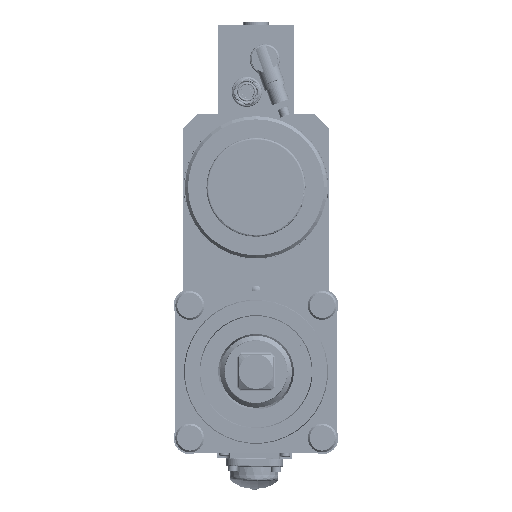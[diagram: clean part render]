
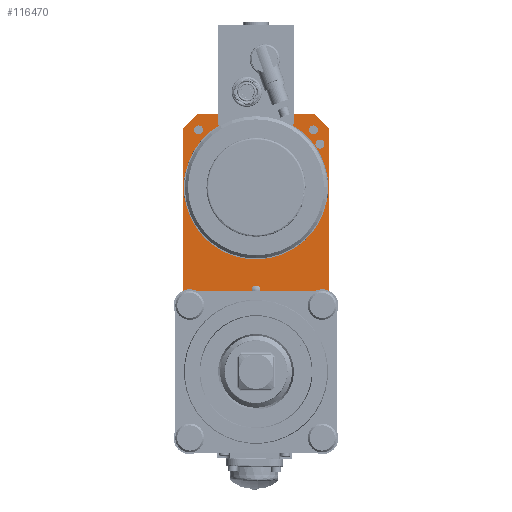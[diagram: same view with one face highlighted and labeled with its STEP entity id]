
A CAD part, left-side view. The second image highlights one B-rep face of the part: STEP entity #116470.
In plain terms, the highlighted planar face has unit normal (-1, 0, 0).
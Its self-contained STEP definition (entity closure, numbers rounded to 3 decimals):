
#1694=FACE_BOUND('',#21001,.T.);
#1695=FACE_BOUND('',#21002,.T.);
#1696=FACE_BOUND('',#21003,.T.);
#1697=FACE_BOUND('',#21004,.T.);
#1698=FACE_BOUND('',#21005,.T.);
#5256=PLANE('',#127754);
#14481=FACE_OUTER_BOUND('',#21000,.T.);
#21000=EDGE_LOOP('',(#107816,#107817,#107818,#107819,#107820,#107821,#107822,
#107823,#107824,#107825,#107826,#107827,#107828));
#21001=EDGE_LOOP('',(#107829));
#21002=EDGE_LOOP('',(#107830,#107831));
#21003=EDGE_LOOP('',(#107832,#107833));
#21004=EDGE_LOOP('',(#107834,#107835));
#21005=EDGE_LOOP('',(#107836));
#24017=CIRCLE('',#122095,4.);
#24019=CIRCLE('',#122097,4.);
#24021=CIRCLE('',#122099,4.);
#25795=CIRCLE('',#126873,3.95);
#25890=CIRCLE('',#127093,0.25);
#25894=CIRCLE('',#127099,0.25);
#25895=CIRCLE('',#127100,0.25);
#25899=CIRCLE('',#127107,0.25);
#25900=CIRCLE('',#127108,0.25);
#25904=CIRCLE('',#127115,0.25);
#25907=CIRCLE('',#127120,0.25);
#25908=CIRCLE('',#127121,0.25);
#25911=CIRCLE('',#127126,0.25);
#25912=CIRCLE('',#127127,0.25);
#26240=CIRCLE('',#127745,0.026);
#26241=CIRCLE('',#127748,0.026);
#37503=LINE('',#251890,#45906);
#37508=LINE('',#251903,#45911);
#37510=LINE('',#251907,#45913);
#37512=LINE('',#251911,#45915);
#37513=LINE('',#251913,#45916);
#45906=VECTOR('',#158645,13.55);
#45911=VECTOR('',#158662,13.55);
#45913=VECTOR('',#158666,1.131);
#45915=VECTOR('',#158670,6.45);
#45916=VECTOR('',#158673,1.131);
#50612=VERTEX_POINT('',#190443);
#50613=VERTEX_POINT('',#190445);
#50614=VERTEX_POINT('',#190447);
#50615=VERTEX_POINT('',#190449);
#50616=VERTEX_POINT('',#190451);
#50617=VERTEX_POINT('',#190453);
#56251=VERTEX_POINT('',#244367);
#56507=VERTEX_POINT('',#249693);
#56511=VERTEX_POINT('',#249704);
#56512=VERTEX_POINT('',#249705);
#56516=VERTEX_POINT('',#249741);
#56522=VERTEX_POINT('',#249785);
#56523=VERTEX_POINT('',#249786);
#56526=VERTEX_POINT('',#249796);
#56527=VERTEX_POINT('',#249797);
#57052=VERTEX_POINT('',#251886);
#57053=VERTEX_POINT('',#251888);
#57054=VERTEX_POINT('',#251897);
#57055=VERTEX_POINT('',#251901);
#57056=VERTEX_POINT('',#251905);
#57057=VERTEX_POINT('',#251909);
#64225=EDGE_CURVE('',#50613,#50612,#24017,.T.);
#64227=EDGE_CURVE('',#50615,#50614,#24019,.T.);
#64229=EDGE_CURVE('',#50617,#50616,#24021,.T.);
#72855=EDGE_CURVE('',#56251,#56251,#25795,.T.);
#73238=EDGE_CURVE('',#56507,#56507,#25890,.T.);
#73243=EDGE_CURVE('',#56511,#56512,#25894,.T.);
#73244=EDGE_CURVE('',#56512,#56511,#25895,.T.);
#73251=EDGE_CURVE('',#56516,#50616,#25899,.T.);
#73252=EDGE_CURVE('',#50615,#56516,#25900,.T.);
#73258=EDGE_CURVE('',#50613,#50614,#25904,.T.);
#73261=EDGE_CURVE('',#56522,#56523,#25907,.T.);
#73262=EDGE_CURVE('',#56523,#56522,#25908,.T.);
#73266=EDGE_CURVE('',#56526,#56527,#25911,.T.);
#73267=EDGE_CURVE('',#56527,#56526,#25912,.T.);
#74046=EDGE_CURVE('',#57053,#57052,#37503,.T.);
#74048=EDGE_CURVE('',#50617,#57053,#26240,.T.);
#74051=EDGE_CURVE('',#57054,#50612,#26241,.T.);
#74053=EDGE_CURVE('',#57055,#57054,#37508,.T.);
#74055=EDGE_CURVE('',#57056,#57055,#37510,.T.);
#74057=EDGE_CURVE('',#57057,#57056,#37512,.T.);
#74058=EDGE_CURVE('',#57052,#57057,#37513,.T.);
#107816=ORIENTED_EDGE('',*,*,#64225,.T.);
#107817=ORIENTED_EDGE('',*,*,#74051,.F.);
#107818=ORIENTED_EDGE('',*,*,#74053,.F.);
#107819=ORIENTED_EDGE('',*,*,#74055,.F.);
#107820=ORIENTED_EDGE('',*,*,#74057,.F.);
#107821=ORIENTED_EDGE('',*,*,#74058,.F.);
#107822=ORIENTED_EDGE('',*,*,#74046,.F.);
#107823=ORIENTED_EDGE('',*,*,#74048,.F.);
#107824=ORIENTED_EDGE('',*,*,#64229,.T.);
#107825=ORIENTED_EDGE('',*,*,#73251,.F.);
#107826=ORIENTED_EDGE('',*,*,#73252,.F.);
#107827=ORIENTED_EDGE('',*,*,#64227,.T.);
#107828=ORIENTED_EDGE('',*,*,#73258,.F.);
#107829=ORIENTED_EDGE('',*,*,#72855,.F.);
#107830=ORIENTED_EDGE('',*,*,#73266,.T.);
#107831=ORIENTED_EDGE('',*,*,#73267,.T.);
#107832=ORIENTED_EDGE('',*,*,#73261,.T.);
#107833=ORIENTED_EDGE('',*,*,#73262,.T.);
#107834=ORIENTED_EDGE('',*,*,#73243,.T.);
#107835=ORIENTED_EDGE('',*,*,#73244,.T.);
#107836=ORIENTED_EDGE('',*,*,#73238,.T.);
#116470=ADVANCED_FACE('',(#14481,#1694,#1695,#1696,#1697,#1698),#5256,.F.);
#122095=AXIS2_PLACEMENT_3D('',#190446,#141787,#141788);
#122097=AXIS2_PLACEMENT_3D('',#190450,#141791,#141792);
#122099=AXIS2_PLACEMENT_3D('',#190454,#141795,#141796);
#126873=AXIS2_PLACEMENT_3D('',#244369,#156304,#156305);
#127093=AXIS2_PLACEMENT_3D('',#249694,#156979,#156980);
#127099=AXIS2_PLACEMENT_3D('',#249706,#156992,#156993);
#127100=AXIS2_PLACEMENT_3D('',#249707,#156994,#156995);
#127107=AXIS2_PLACEMENT_3D('',#249743,#157010,#157011);
#127108=AXIS2_PLACEMENT_3D('',#249744,#157012,#157013);
#127115=AXIS2_PLACEMENT_3D('',#249778,#157027,#157028);
#127120=AXIS2_PLACEMENT_3D('',#249787,#157037,#157038);
#127121=AXIS2_PLACEMENT_3D('',#249788,#157039,#157040);
#127126=AXIS2_PLACEMENT_3D('',#249798,#157050,#157051);
#127127=AXIS2_PLACEMENT_3D('',#249799,#157052,#157053);
#127745=AXIS2_PLACEMENT_3D('',#251893,#158649,#158650);
#127748=AXIS2_PLACEMENT_3D('',#251899,#158657,#158658);
#127754=AXIS2_PLACEMENT_3D('',#251916,#158677,#158678);
#141787=DIRECTION('center_axis',(1.,0.,0.));
#141788=DIRECTION('ref_axis',(0.,-0.866,
0.5));
#141791=DIRECTION('center_axis',(1.,0.,0.));
#141792=DIRECTION('ref_axis',(0.,-0.866,
0.5));
#141795=DIRECTION('center_axis',(1.,0.,0.));
#141796=DIRECTION('ref_axis',(0.,-0.866,
0.5));
#156304=DIRECTION('center_axis',(-1.,0.,0.));
#156305=DIRECTION('ref_axis',(0.,1.,0.));
#156979=DIRECTION('center_axis',(1.,0.,0.));
#156980=DIRECTION('ref_axis',(0.,-1.,0.));
#156992=DIRECTION('center_axis',(1.,0.,0.));
#156993=DIRECTION('ref_axis',(0.,-1.,0.));
#156994=DIRECTION('center_axis',(1.,0.,0.));
#156995=DIRECTION('ref_axis',(0.,-1.,0.));
#157010=DIRECTION('center_axis',(-1.,0.,0.));
#157011=DIRECTION('ref_axis',(0.,-1.,0.));
#157012=DIRECTION('center_axis',(-1.,0.,0.));
#157013=DIRECTION('ref_axis',(0.,-1.,0.));
#157027=DIRECTION('center_axis',(-1.,0.,0.));
#157028=DIRECTION('ref_axis',(0.,-1.,0.));
#157037=DIRECTION('center_axis',(1.,0.,0.));
#157038=DIRECTION('ref_axis',(0.,0.,1.));
#157039=DIRECTION('center_axis',(1.,0.,0.));
#157040=DIRECTION('ref_axis',(0.,0.,1.));
#157050=DIRECTION('center_axis',(1.,0.,0.));
#157051=DIRECTION('ref_axis',(0.,1.,0.));
#157052=DIRECTION('center_axis',(1.,0.,0.));
#157053=DIRECTION('ref_axis',(0.,1.,0.));
#158645=DIRECTION('',(0.,0.,1.));
#158649=DIRECTION('center_axis',(-1.,0.,0.));
#158650=DIRECTION('ref_axis',(0.,-1.,
0.019));
#158657=DIRECTION('center_axis',(-1.,0.,0.));
#158658=DIRECTION('ref_axis',(0.,0.,1.));
#158662=DIRECTION('',(0.,0.,-1.));
#158666=DIRECTION('',(0.,-0.707,-0.707));
#158670=DIRECTION('',(0.,-1.,0.));
#158673=DIRECTION('',(0.,-0.707,0.707));
#158677=DIRECTION('center_axis',(1.,0.,0.));
#158678=DIRECTION('ref_axis',(0.,-1.,0.));
#190443=CARTESIAN_POINT('',(47.08,-3.999,-0.075));
#190445=CARTESIAN_POINT('',(47.08,-2.741,2.913));
#190446=CARTESIAN_POINT('Origin',(47.08,0.,
0.));
#190447=CARTESIAN_POINT('',(47.08,-2.387,3.21));
#190449=CARTESIAN_POINT('',(47.08,2.348,3.239));
#190450=CARTESIAN_POINT('Origin',(47.08,0.,
0.));
#190451=CARTESIAN_POINT('',(47.08,2.721,2.932));
#190453=CARTESIAN_POINT('',(47.08,3.999,-0.075));
#190454=CARTESIAN_POINT('Origin',(47.08,0.,
0.));
#244367=CARTESIAN_POINT('',(47.08,3.95,10.173));
#244369=CARTESIAN_POINT('Origin',(47.08,0.,
10.235));
#249693=CARTESIAN_POINT('',(47.08,-3.3,12.635));
#249694=CARTESIAN_POINT('Origin',(47.08,-3.55,12.635));
#249704=CARTESIAN_POINT('',(47.08,-0.25,4.535));
#249705=CARTESIAN_POINT('',(47.08,0.25,4.535));
#249706=CARTESIAN_POINT('Origin',(47.08,0.,
4.535));
#249707=CARTESIAN_POINT('Origin',(47.08,0.,
4.535));
#249741=CARTESIAN_POINT('',(47.08,2.825,3.135));
#249743=CARTESIAN_POINT('Origin',(47.08,2.575,3.135));
#249744=CARTESIAN_POINT('Origin',(47.08,2.575,3.135));
#249778=CARTESIAN_POINT('Origin',(47.08,-2.625,3.135));
#249785=CARTESIAN_POINT('',(47.08,-3.182,13.667));
#249786=CARTESIAN_POINT('',(47.08,-3.182,13.167));
#249787=CARTESIAN_POINT('Origin',(47.08,-3.182,13.417));
#249788=CARTESIAN_POINT('Origin',(47.08,-3.182,13.417));
#249796=CARTESIAN_POINT('',(47.08,3.432,13.417));
#249797=CARTESIAN_POINT('',(47.08,2.932,13.417));
#249798=CARTESIAN_POINT('Origin',(47.08,3.182,13.417));
#249799=CARTESIAN_POINT('Origin',(47.08,3.182,13.417));
#251886=CARTESIAN_POINT('',(47.08,4.025,13.5));
#251888=CARTESIAN_POINT('',(47.08,4.025,-0.05));
#251890=CARTESIAN_POINT('',(47.08,4.025,-0.05));
#251893=CARTESIAN_POINT('Origin',(47.08,4.025,-0.076));
#251897=CARTESIAN_POINT('',(47.08,-4.025,-0.05));
#251899=CARTESIAN_POINT('Origin',(47.08,-4.025,-0.076));
#251901=CARTESIAN_POINT('',(47.08,-4.025,13.5));
#251903=CARTESIAN_POINT('',(47.08,-4.025,13.5));
#251905=CARTESIAN_POINT('',(47.08,-3.225,14.3));
#251907=CARTESIAN_POINT('',(47.08,-3.225,14.3));
#251909=CARTESIAN_POINT('',(47.08,3.225,14.3));
#251911=CARTESIAN_POINT('',(47.08,3.225,14.3));
#251913=CARTESIAN_POINT('',(47.08,4.025,13.5));
#251916=CARTESIAN_POINT('Origin',(47.08,0.,
5.15));
